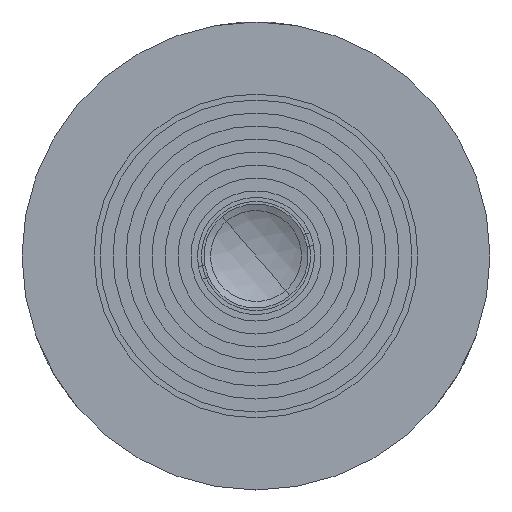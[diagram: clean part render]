
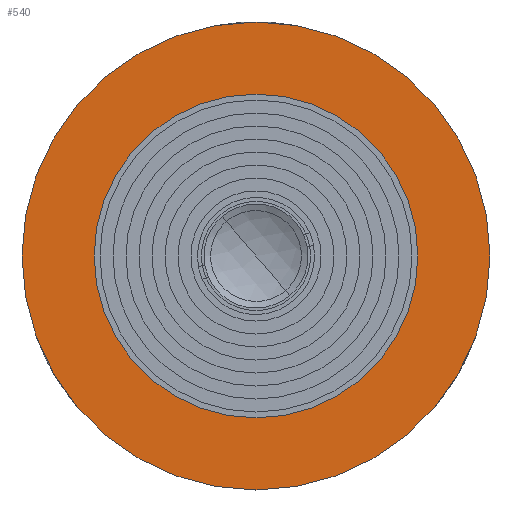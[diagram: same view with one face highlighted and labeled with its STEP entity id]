
A CAD part, left-side view. The second image highlights one B-rep face of the part: STEP entity #540.
In plain terms, the highlighted planar face has unit normal (-1, 0, 0).
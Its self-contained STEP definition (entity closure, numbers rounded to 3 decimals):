
#113 = FACE_BOUND ( 'NONE', #3026, .T. ) ;
#157 = CIRCLE ( 'NONE', #1505, 18. ) ;
#171 = CIRCLE ( 'NONE', #3150, 18. ) ;
#210 = EDGE_LOOP ( 'NONE', ( #1764, #893 ) ) ;
#308 = CARTESIAN_POINT ( 'NONE',  ( 0., 0., -12.45 ) ) ;
#331 = CARTESIAN_POINT ( 'NONE',  ( 0., 0., -18. ) ) ;
#376 = DIRECTION ( 'NONE',  ( -1., 0., 0. ) ) ;
#495 = EDGE_CURVE ( 'NONE', #2826, #1129, #1597, .T. ) ;
#540 = ADVANCED_FACE ( 'NONE', ( #113, #3463 ), #2072, .F. ) ;
#594 = DIRECTION ( 'NONE',  ( -1., 0., 0. ) ) ;
#633 = DIRECTION ( 'NONE',  ( 0., 0., 1. ) ) ;
#670 = DIRECTION ( 'NONE',  ( 0., 0., -1. ) ) ;
#893 = ORIENTED_EDGE ( 'NONE', *, *, #3388, .T. ) ;
#901 = DIRECTION ( 'NONE',  ( -1., 0., 0. ) ) ;
#915 = ORIENTED_EDGE ( 'NONE', *, *, #2110, .F. ) ;
#951 = CARTESIAN_POINT ( 'NONE',  ( 0., 18., 0. ) ) ;
#987 = VERTEX_POINT ( 'NONE', #331 ) ;
#1111 = CARTESIAN_POINT ( 'NONE',  ( 0., 0., 0. ) ) ;
#1129 = VERTEX_POINT ( 'NONE', #1262 ) ;
#1151 = DIRECTION ( 'NONE',  ( 0., 0., 1. ) ) ;
#1159 = CARTESIAN_POINT ( 'NONE',  ( 0., 0., 0. ) ) ;
#1184 = AXIS2_PLACEMENT_3D ( 'NONE', #1159, #2893, #633 ) ;
#1252 = AXIS2_PLACEMENT_3D ( 'NONE', #951, #3187, #670 ) ;
#1262 = CARTESIAN_POINT ( 'NONE',  ( 0., 0., 12.45 ) ) ;
#1408 = DIRECTION ( 'NONE',  ( 0., 0., 1. ) ) ;
#1505 = AXIS2_PLACEMENT_3D ( 'NONE', #2321, #376, #3217 ) ;
#1597 = CIRCLE ( 'NONE', #1184, 12.45 ) ;
#1679 = ORIENTED_EDGE ( 'NONE', *, *, #495, .F. ) ;
#1764 = ORIENTED_EDGE ( 'NONE', *, *, #3251, .T. ) ;
#1771 = CIRCLE ( 'NONE', #1943, 12.45 ) ;
#1943 = AXIS2_PLACEMENT_3D ( 'NONE', #1111, #901, #1408 ) ;
#2072 = PLANE ( 'NONE',  #1252 ) ;
#2110 = EDGE_CURVE ( 'NONE', #1129, #2826, #1771, .T. ) ;
#2212 = CARTESIAN_POINT ( 'NONE',  ( 0., 0., 0. ) ) ;
#2321 = CARTESIAN_POINT ( 'NONE',  ( 0., 0., 0. ) ) ;
#2618 = CARTESIAN_POINT ( 'NONE',  ( 0., 0., 18. ) ) ;
#2658 = VERTEX_POINT ( 'NONE', #2618 ) ;
#2826 = VERTEX_POINT ( 'NONE', #308 ) ;
#2893 = DIRECTION ( 'NONE',  ( -1., 0., 0. ) ) ;
#3026 = EDGE_LOOP ( 'NONE', ( #915, #1679 ) ) ;
#3150 = AXIS2_PLACEMENT_3D ( 'NONE', #2212, #594, #1151 ) ;
#3187 = DIRECTION ( 'NONE',  ( 1., 0., 0. ) ) ;
#3217 = DIRECTION ( 'NONE',  ( 0., 0., 1. ) ) ;
#3251 = EDGE_CURVE ( 'NONE', #2658, #987, #171, .T. ) ;
#3388 = EDGE_CURVE ( 'NONE', #987, #2658, #157, .T. ) ;
#3463 = FACE_OUTER_BOUND ( 'NONE', #210, .T. ) ;
